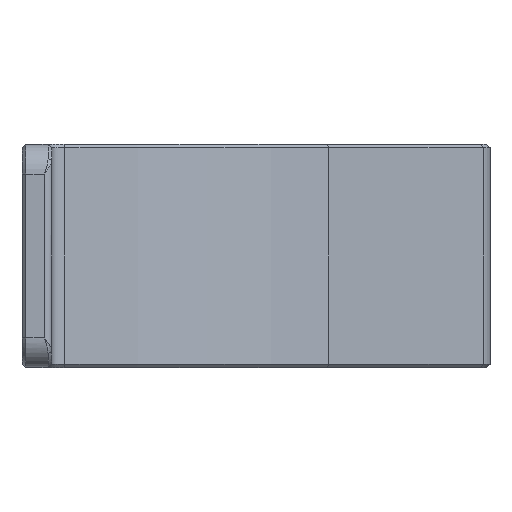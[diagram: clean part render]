
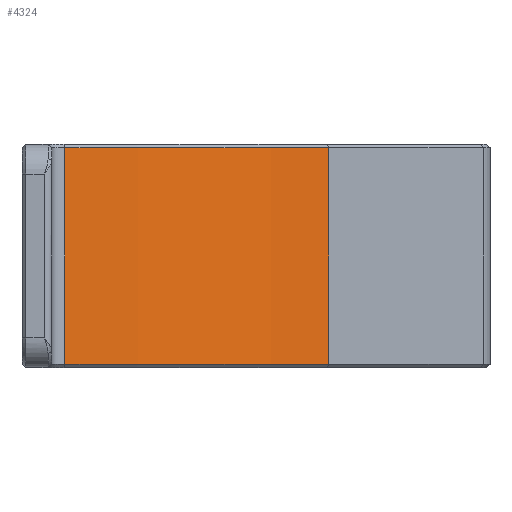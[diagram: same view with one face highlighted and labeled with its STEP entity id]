
A CAD part, left-side view. The second image highlights one B-rep face of the part: STEP entity #4324.
In plain terms, the highlighted cylindrical face has radius 62.74 mm (diameter 125.48 mm), a partial arc.
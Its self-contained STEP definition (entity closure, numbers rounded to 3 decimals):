
#513=FACE_OUTER_BOUND('',#767,.T.);
#767=EDGE_LOOP('',(#3390,#3391,#3392,#3393));
#1002=CIRCLE('',#4672,62.74);
#1003=CIRCLE('',#4673,62.74);
#1289=LINE('',#16199,#1523);
#1290=LINE('',#16205,#1524);
#1523=VECTOR('',#5380,1000.);
#1524=VECTOR('',#5387,1000.);
#1964=VERTEX_POINT('',#16197);
#1965=VERTEX_POINT('',#16198);
#1966=VERTEX_POINT('',#16203);
#1967=VERTEX_POINT('',#16204);
#2540=EDGE_CURVE('',#1964,#1965,#1289,.T.);
#2543=EDGE_CURVE('',#1966,#1967,#1290,.T.);
#2544=EDGE_CURVE('',#1966,#1964,#1002,.T.);
#2545=EDGE_CURVE('',#1965,#1967,#1003,.T.);
#3390=ORIENTED_EDGE('',*,*,#2543,.F.);
#3391=ORIENTED_EDGE('',*,*,#2544,.T.);
#3392=ORIENTED_EDGE('',*,*,#2540,.T.);
#3393=ORIENTED_EDGE('',*,*,#2545,.T.);
#4162=CYLINDRICAL_SURFACE('',#4671,62.74);
#4324=ADVANCED_FACE('',(#513),#4162,.T.);
#4671=AXIS2_PLACEMENT_3D('',#16202,#5385,#5386);
#4672=AXIS2_PLACEMENT_3D('',#16206,#5388,#5389);
#4673=AXIS2_PLACEMENT_3D('',#16207,#5390,#5391);
#5380=DIRECTION('',(0.,0.,-1.));
#5385=DIRECTION('center_axis',(0.,0.,-1.));
#5386=DIRECTION('ref_axis',(-1.,0.,0.));
#5387=DIRECTION('',(0.,0.,-1.));
#5388=DIRECTION('center_axis',(0.,0.,-1.));
#5389=DIRECTION('ref_axis',(1.,0.,0.));
#5390=DIRECTION('center_axis',(0.,0.,1.));
#5391=DIRECTION('ref_axis',(1.,0.,0.));
#16197=CARTESIAN_POINT('',(-62.259,-7.753,14.5));
#16198=CARTESIAN_POINT('',(-62.259,-7.753,-14.5));
#16199=CARTESIAN_POINT('',(-62.259,-7.753,15.));
#16202=CARTESIAN_POINT('Origin',(0.,0.,15.));
#16203=CARTESIAN_POINT('',(-45.51,-43.188,14.5));
#16204=CARTESIAN_POINT('',(-45.51,-43.188,-14.5));
#16205=CARTESIAN_POINT('',(-45.51,-43.188,15.));
#16206=CARTESIAN_POINT('Origin',(0.,0.,14.5));
#16207=CARTESIAN_POINT('Origin',(0.,0.,-14.5));
